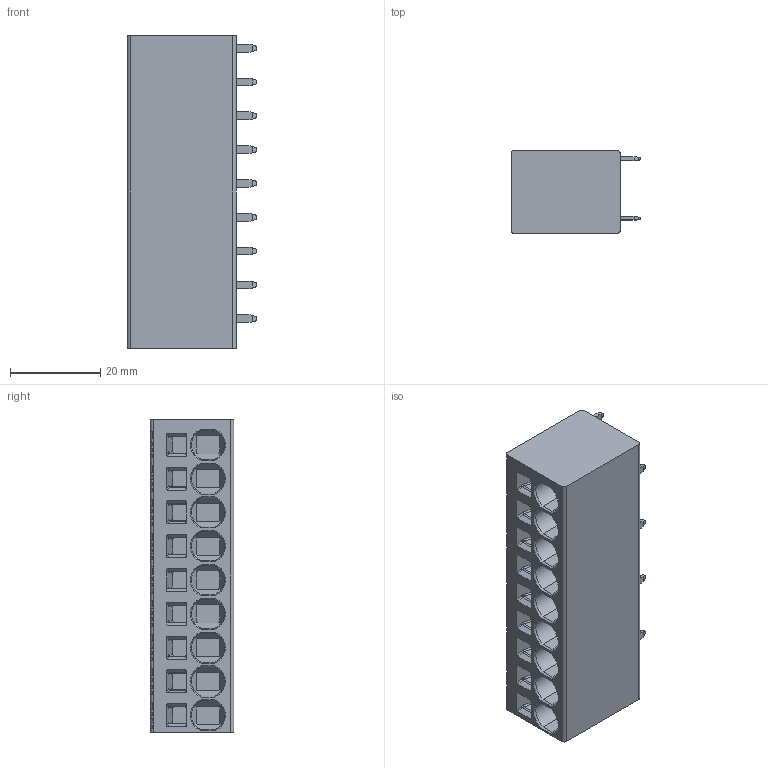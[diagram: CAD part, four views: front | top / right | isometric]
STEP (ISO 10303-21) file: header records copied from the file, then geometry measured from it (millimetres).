
FILE_DESCRIPTION((''),'2;1');
FILE_NAME('TLM-404VA','2024-09-21T',('sj'),(''),'PRO/ENGINEER BY PARAMETRIC TECHNOLOGY CORPORATION, 2013240','PRO/ENGINEER BY PARAMETRIC TECHNOLOGY CORPORATION, 2013240','');
FILE_SCHEMA(('AUTOMOTIVE_DESIGN_CC2 { 1 2 10303 214 -1 1 5 2 }'));
Length unit declared in the file: millimetre
Products named in the file (1): TLM-404VA
Bounding box: 28.75 x 18.5 x 69.3 mm (x, y, z)
Volume: 27466.6 mm3; surface area: 9279.2 mm2
Topology: 1 solids, 1 shells, 577 faces, 1536 edges, 988 vertices
Faces by surface type: plane 366, cylinder 157, cone 18, torus 18, bspline 18
Entity records: 18794 total; most frequent: CARTESIAN_POINT 4839, ORIENTED_EDGE 3072, DIRECTION 2626, EDGE_CURVE 1536, VECTOR 1024, LINE 1024, VERTEX_POINT 988, AXIS2_PLACEMENT_3D 801
